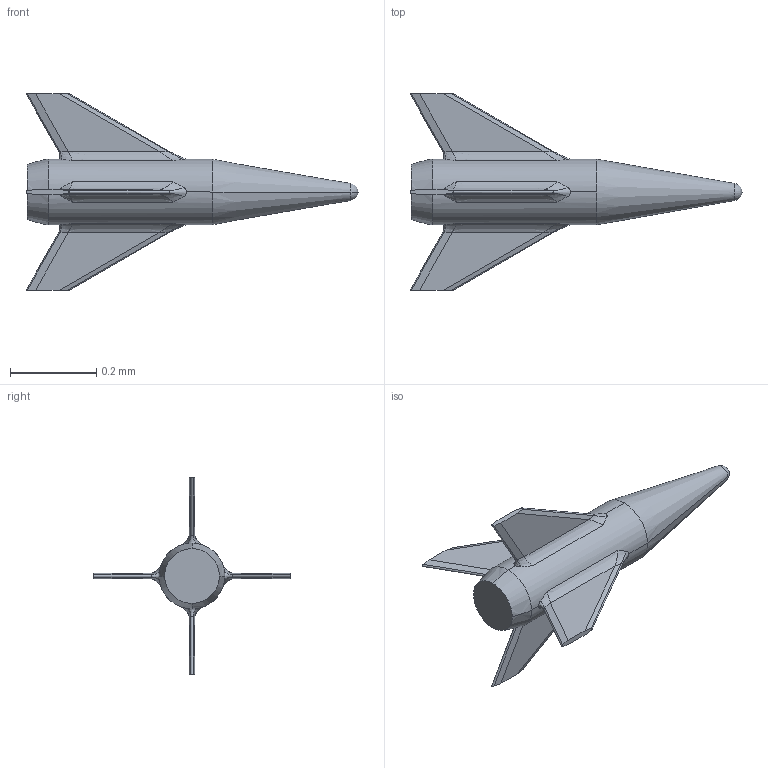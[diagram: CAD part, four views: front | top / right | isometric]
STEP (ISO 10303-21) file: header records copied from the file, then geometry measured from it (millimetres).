
FILE_DESCRIPTION(('Open CASCADE Model'),'2;1');
FILE_NAME('Open CASCADE Shape Model','2024-08-22T22:43:15',('ESP EGADS') ,('Open CASCADE'),'Open CASCADE STEP processor 7.8','Open CASCADE 7.8' ,'Unknown');
FILE_SCHEMA(('AUTOMOTIVE_DESIGN { 1 0 10303 214 1 1 1 1 }'));
Length unit declared in the file: millimetre
Products named in the file (1): Open CASCADE STEP translator 7.8 13
Bounding box: 0.77 x 0.46 x 0.46 mm (x, y, z)
Volume: 0 mm3; surface area: 0.5 mm2
Topology: 1 solids, 1 shells, 81 faces, 200 edges, 119 vertices
Faces by surface type: bspline 36, plane 29, cylinder 12, cone 2, revolution 2
Entity records: 7496 total; most frequent: CARTESIAN_POINT 3865, DIRECTION 540, ORIENTED_EDGE 396, PCURVE 396, DEFINITIONAL_REPRESENTATION 396, LINE 358, VECTOR 358, EDGE_CURVE 198
